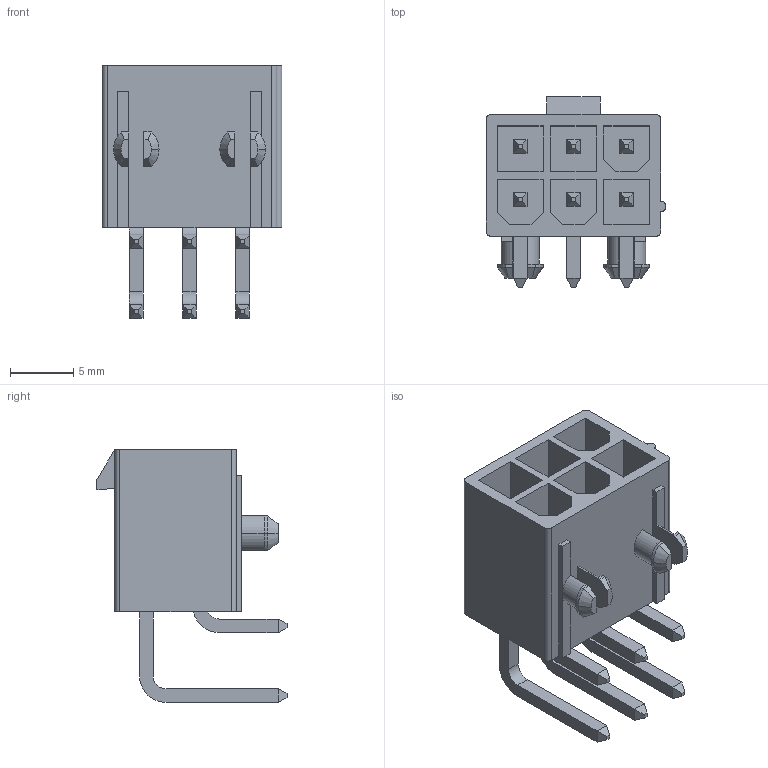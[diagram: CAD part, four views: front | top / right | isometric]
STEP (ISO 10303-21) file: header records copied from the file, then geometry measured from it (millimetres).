
FILE_DESCRIPTION(('STEP AP242'),'1');
FILE_NAME('0039301060.stp','2024-11-13T13:44:33',('TraceParts'),('TraceParts S.A.'),'Spatial InterOp 3D',' ',' ');
FILE_SCHEMA(('AP242_MANAGED_MODEL_BASED_3D_ENGINEERING_MIM_LF {1 0 10303 442 1 1 4}'));
Length unit declared in the file: millimetre
Products named in the file (1): 0039301060_1
Bounding box: 14.2 x 15 x 19.93 mm (x, y, z)
Volume: 1170.6 mm3; surface area: 2153.5 mm2
Topology: 1 solids, 1 shells, 240 faces, 598 edges, 398 vertices
Faces by surface type: plane 198, cylinder 34, cone 8
Entity records: 7000 total; most frequent: CARTESIAN_POINT 1226, DIRECTION 1166, ORIENTED_EDGE 1160, EDGE_CURVE 580, LINE 498, VECTOR 498, VERTEX_POINT 362, AXIS2_PLACEMENT_3D 334
